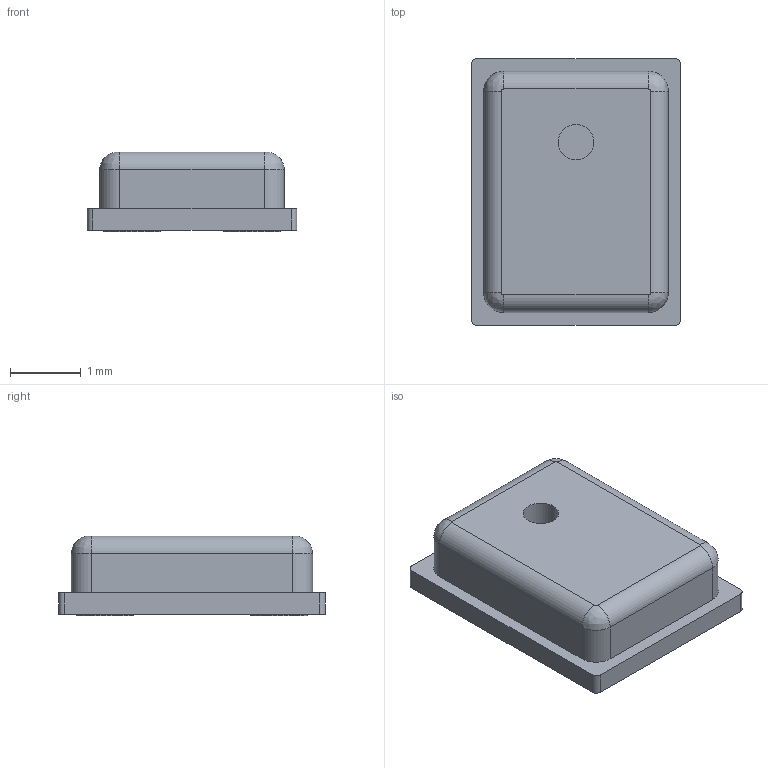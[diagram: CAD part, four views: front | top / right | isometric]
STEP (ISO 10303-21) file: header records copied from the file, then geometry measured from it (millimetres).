
FILE_DESCRIPTION(/* description */ (''),/* implementation_level */ '2;1');
FILE_NAME(/* name */ 'MSM421A3729H8-C v1.step',/* time_stamp */ '2023-02-04T00:12:40+03:00',/* author */ (''),/* organization */ (''),/* preprocessor_version */ 'ST-DEVELOPER v19.2',/* originating_system */ 'Autodesk Translation Framework v11.17.0.187',/* authorisation */ '');
FILE_SCHEMA (('AUTOMOTIVE_DESIGN { 1 0 10303 214 3 1 1 }'));
Length unit declared in the file: millimetre
Products named in the file (1): MSM421A3729H8-C
Bounding box: 2.95 x 3.76 x 1.12 mm (x, y, z)
Volume: 10 mm3; surface area: 57.1 mm2
Topology: 6 solids, 6 shells, 43 faces, 82 edges, 52 vertices
Faces by surface type: plane 21, cylinder 18, bspline 4
Full cylindrical faces by diameter (mm): 0.5 x2, 0.8 x4
Entity records: 1170 total; most frequent: CARTESIAN_POINT 210, DIRECTION 202, ORIENTED_EDGE 164, EDGE_CURVE 82, AXIS2_PLACEMENT_3D 80, VERTEX_POINT 52, EDGE_LOOP 46, FACE_OUTER_BOUND 43
